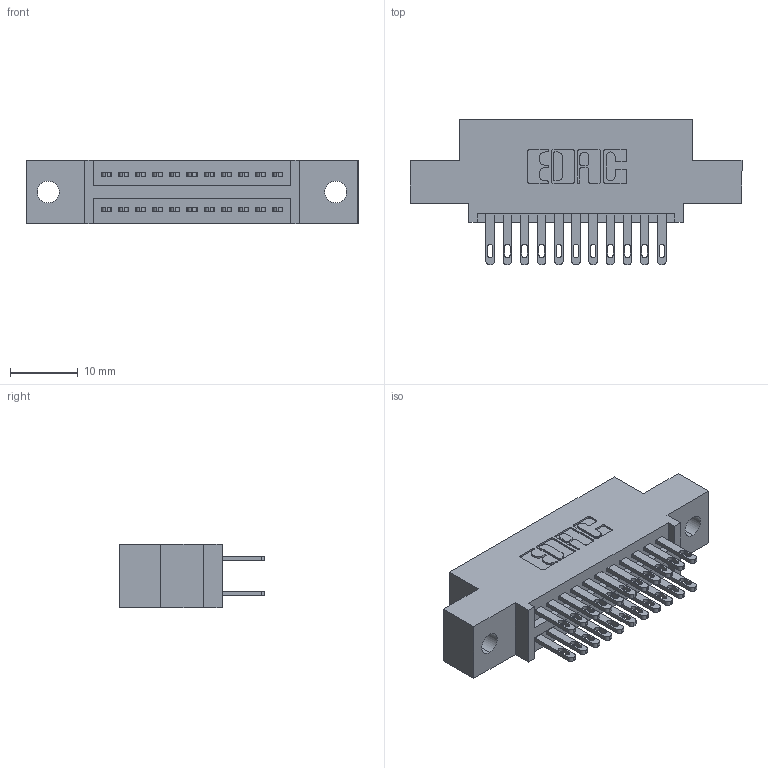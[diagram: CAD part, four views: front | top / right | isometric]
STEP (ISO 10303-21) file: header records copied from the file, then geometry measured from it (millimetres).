
FILE_DESCRIPTION (( 'STEP AP203' ), '1' );
FILE_NAME ('895-022-500-502.STEP', '2020-09-25T09:37:58', ( '' ), ( '' ), 'SwSTEP 2.0', 'SolidWorks 2020', '' );
FILE_SCHEMA (( 'CONFIG_CONTROL_DESIGN' ));
Length unit declared in the file: inch
Products named in the file (3): 345-292-001_345-293-100; 895-022-500-502; 845 Part_0.110 Offset - 0.128 Dia
Assembly tree (23 placements, depth 2):
  895-022-500-502
    845 Part_0.110 Offset - 0.128 Dia
    345-292-001_345-293-100  x22
Bounding box: 49.15 x 21.51 x 9.4 mm (x, y, z)
Volume: 4443.8 mm3; surface area: 6012.8 mm2
Topology: 23 solids, 23 shells, 1142 faces, 3455 edges, 2302 vertices
Faces by surface type: plane 678, cylinder 464
Entity records: 12869 total; most frequent: CARTESIAN_POINT 2188, ORIENTED_EDGE 2122, DIRECTION 1969, EDGE_CURVE 1061, VECTOR 881, LINE 881, VERTEX_POINT 706, AXIS2_PLACEMENT_3D 544
